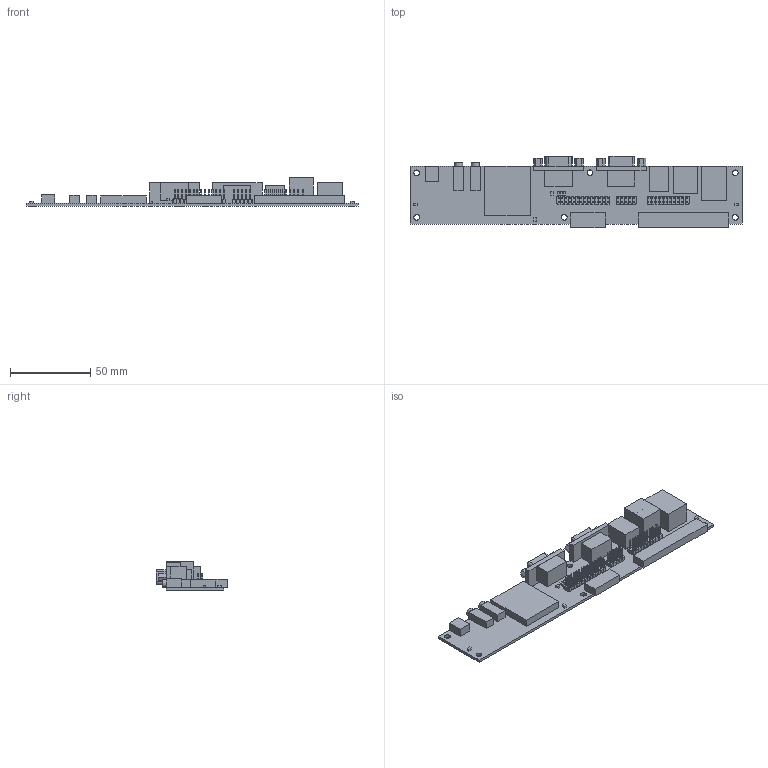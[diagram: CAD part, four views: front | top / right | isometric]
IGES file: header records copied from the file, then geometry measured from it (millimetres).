
Global section: file name: 58HEX_Board_260110.igs; native system: Rhinoceros ( Jul  9 2009 ); preprocessor: Trout Lake IGES 012 Jul  9 2009; date: 100126.144114; units: millimetre
Bounding box: 206.5 x 44.2 x 17.7 mm (x, y, z)
Surface area: 36221.3 mm2 (no closed solid volume)
Topology: 0 solids, 0 shells, 865 faces, 7632 edges, 7606 vertices
Faces by surface type: bspline 865
